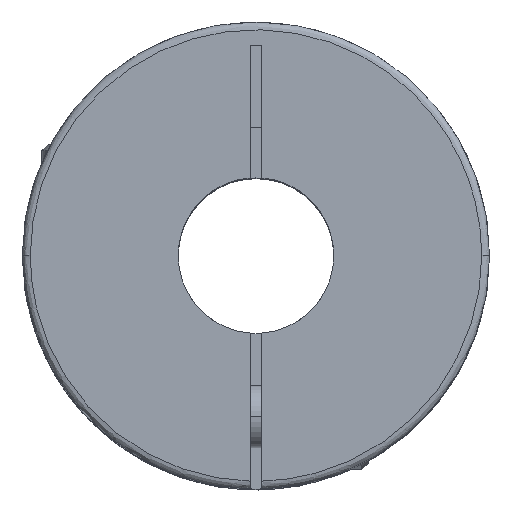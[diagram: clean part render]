
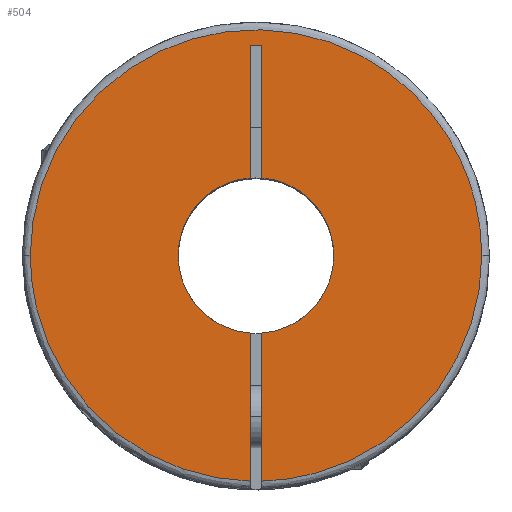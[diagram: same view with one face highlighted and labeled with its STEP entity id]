
A CAD part, top view. The second image highlights one B-rep face of the part: STEP entity #504.
In plain terms, the highlighted planar face has unit normal (0, 0, 1).
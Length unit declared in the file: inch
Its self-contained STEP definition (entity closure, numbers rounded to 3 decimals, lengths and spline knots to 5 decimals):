
#42 = EDGE_CURVE ( 'NONE', #2668, #391, #1520, .T. ) ;
#49 = AXIS2_PLACEMENT_3D ( 'NONE', #2385, #3637, #819 ) ;
#56 = CIRCLE ( 'NONE', #853, 0.3937 ) ;
#66 =( BOUNDED_CURVE ( )  B_SPLINE_CURVE ( 3, ( #1689, #479, #1734, #165 ),
 .UNSPECIFIED., .F., .T. ) 
 B_SPLINE_CURVE_WITH_KNOTS ( ( 4, 4 ),
 ( 0.75208, 1. ),
 .UNSPECIFIED. ) 
 CURVE ( )  GEOMETRIC_REPRESENTATION_ITEM ( )  RATIONAL_B_SPLINE_CURVE ( ( 1., 0.811, 0.811, 1. ) ) 
 REPRESENTATION_ITEM ( '' )  );
#145 = CARTESIAN_POINT ( 'NONE',  ( -1.14173, 0., 0. ) ) ;
#165 = CARTESIAN_POINT ( 'NONE',  ( 0.02953, -1.14135, 0. ) ) ;
#170 = ORIENTED_EDGE ( 'NONE', *, *, #2856, .T. ) ;
#198 = CARTESIAN_POINT ( 'NONE',  ( 0.02953, 0., 0. ) ) ;
#252 = CARTESIAN_POINT ( 'NONE',  ( -0.02953, 1.06299, 0. ) ) ;
#337 = EDGE_CURVE ( 'NONE', #3281, #2700, #2745, .T. ) ;
#387 = ORIENTED_EDGE ( 'NONE', *, *, #1857, .F. ) ;
#391 = VERTEX_POINT ( 'NONE', #3331 ) ;
#401 = ORIENTED_EDGE ( 'NONE', *, *, #1247, .F. ) ;
#479 = CARTESIAN_POINT ( 'NONE',  ( 1.14173, -0.65518, 0. ) ) ;
#497 = ORIENTED_EDGE ( 'NONE', *, *, #2257, .T. ) ;
#504 = ADVANCED_FACE ( 'NONE', ( #1691 ), #1755, .F. ) ;
#506 = LINE ( 'NONE', #198, #644 ) ;
#516 = ORIENTED_EDGE ( 'NONE', *, *, #1731, .T. ) ;
#532 = DIRECTION ( 'NONE',  ( 0., 1., 0. ) ) ;
#550 = CARTESIAN_POINT ( 'NONE',  ( 0.3937, 0., 0. ) ) ;
#562 = EDGE_CURVE ( 'NONE', #3211, #391, #56, .T. ) ;
#600 = CARTESIAN_POINT ( 'NONE',  ( 0.02953, 1.06299, 0. ) ) ;
#631 = VERTEX_POINT ( 'NONE', #2568 ) ;
#644 = VECTOR ( 'NONE', #532, 39.37008 ) ;
#714 = CARTESIAN_POINT ( 'NONE',  ( 1.14173, 2.28346, 0. ) ) ;
#732 = CARTESIAN_POINT ( 'NONE',  ( 0., 0., 0. ) ) ;
#743 = ORIENTED_EDGE ( 'NONE', *, *, #2096, .T. ) ;
#747 = LINE ( 'NONE', #1028, #1492 ) ;
#818 = CARTESIAN_POINT ( 'NONE',  ( -0.02953, 0., 0. ) ) ;
#819 = DIRECTION ( 'NONE',  ( 1., 0., 0. ) ) ;
#853 = AXIS2_PLACEMENT_3D ( 'NONE', #1450, #3750, #928 ) ;
#911 = CARTESIAN_POINT ( 'NONE',  ( 0., 0., 0. ) ) ;
#928 = DIRECTION ( 'NONE',  ( 1., 0., 0. ) ) ;
#981 = VECTOR ( 'NONE', #3040, 39.37008 ) ;
#1020 = CARTESIAN_POINT ( 'NONE',  ( -1.14173, 2.28346, 0. ) ) ;
#1028 = CARTESIAN_POINT ( 'NONE',  ( 0.02953, 1.06299, 0. ) ) ;
#1149 = EDGE_CURVE ( 'NONE', #3720, #3211, #1436, .T. ) ;
#1237 = ORIENTED_EDGE ( 'NONE', *, *, #2909, .F. ) ;
#1247 = EDGE_CURVE ( 'NONE', #631, #1993, #506, .T. ) ;
#1274 = DIRECTION ( 'NONE',  ( 0., -1., 0. ) ) ;
#1300 =( BOUNDED_CURVE ( )  B_SPLINE_CURVE ( 3, ( #2426, #3339, #2036, #145 ),
 .UNSPECIFIED., .F., .T. ) 
 B_SPLINE_CURVE_WITH_KNOTS ( ( 4, 4 ),
 ( 0., 0.24792 ),
 .UNSPECIFIED. ) 
 CURVE ( )  GEOMETRIC_REPRESENTATION_ITEM ( )  RATIONAL_B_SPLINE_CURVE ( ( 1., 0.811, 0.811, 1. ) ) 
 REPRESENTATION_ITEM ( '' )  );
#1367 = EDGE_LOOP ( 'NONE', ( #3234, #2249, #1745, #516, #401, #170, #497, #743, #387, #2546, #1237 ) ) ;
#1410 = CARTESIAN_POINT ( 'NONE',  ( 0.02953, -0.39259, 0. ) ) ;
#1412 = CARTESIAN_POINT ( 'NONE',  ( -0.02953, -1.14135, 0. ) ) ;
#1436 = LINE ( 'NONE', #818, #981 ) ;
#1450 = CARTESIAN_POINT ( 'NONE',  ( 0., 0., 0. ) ) ;
#1492 = VECTOR ( 'NONE', #1669, 39.37008 ) ;
#1504 = VERTEX_POINT ( 'NONE', #1410 ) ;
#1520 = LINE ( 'NONE', #2692, #3471 ) ;
#1569 = AXIS2_PLACEMENT_3D ( 'NONE', #732, #3283, #3245 ) ;
#1640 = CARTESIAN_POINT ( 'NONE',  ( -1.14173, 0., 0. ) ) ;
#1669 = DIRECTION ( 'NONE',  ( 1., 0., 0. ) ) ;
#1689 = CARTESIAN_POINT ( 'NONE',  ( 1.14173, 0., 0. ) ) ;
#1691 = FACE_OUTER_BOUND ( 'NONE', #1367, .T. ) ;
#1731 = EDGE_CURVE ( 'NONE', #3720, #1993, #747, .T. ) ;
#1734 = CARTESIAN_POINT ( 'NONE',  ( 0.68448, -1.12441, 0. ) ) ;
#1745 = ORIENTED_EDGE ( 'NONE', *, *, #1149, .F. ) ;
#1755 = PLANE ( 'NONE',  #1569 ) ;
#1857 = EDGE_CURVE ( 'NONE', #2700, #2941, #66, .T. ) ;
#1873 = CARTESIAN_POINT ( 'NONE',  ( 0.02953, -1.1811, 0. ) ) ;
#1970 = CARTESIAN_POINT ( 'NONE',  ( 1.14173, 0., 0. ) ) ;
#1993 = VERTEX_POINT ( 'NONE', #600 ) ;
#2036 = CARTESIAN_POINT ( 'NONE',  ( -1.14173, -0.65518, 0. ) ) ;
#2096 = EDGE_CURVE ( 'NONE', #1504, #2941, #3522, .T. ) ;
#2125 = DIRECTION ( 'NONE',  ( 1., 0., 0. ) ) ;
#2249 = ORIENTED_EDGE ( 'NONE', *, *, #562, .F. ) ;
#2257 = EDGE_CURVE ( 'NONE', #2314, #1504, #3342, .T. ) ;
#2307 = CARTESIAN_POINT ( 'NONE',  ( -0.02953, 0.39259, 0. ) ) ;
#2314 = VERTEX_POINT ( 'NONE', #550 ) ;
#2385 = CARTESIAN_POINT ( 'NONE',  ( 0., 0., 0. ) ) ;
#2426 = CARTESIAN_POINT ( 'NONE',  ( -0.02953, -1.14135, 0. ) ) ;
#2546 = ORIENTED_EDGE ( 'NONE', *, *, #337, .F. ) ;
#2558 = AXIS2_PLACEMENT_3D ( 'NONE', #911, #3385, #2125 ) ;
#2568 = CARTESIAN_POINT ( 'NONE',  ( 0.02953, 0.39259, 0. ) ) ;
#2668 = VERTEX_POINT ( 'NONE', #1412 ) ;
#2683 = CARTESIAN_POINT ( 'NONE',  ( 1.14173, 0., 0. ) ) ;
#2692 = CARTESIAN_POINT ( 'NONE',  ( -0.02953, 1.06299, 0. ) ) ;
#2700 = VERTEX_POINT ( 'NONE', #2683 ) ;
#2745 =( BOUNDED_CURVE ( )  B_SPLINE_CURVE ( 3, ( #1640, #1020, #714, #1970 ),
 .UNSPECIFIED., .F., .T. ) 
 B_SPLINE_CURVE_WITH_KNOTS ( ( 4, 4 ),
 ( 0.24792, 0.75208 ),
 .UNSPECIFIED. ) 
 CURVE ( )  GEOMETRIC_REPRESENTATION_ITEM ( )  RATIONAL_B_SPLINE_CURVE ( ( 1., 0.333, 0.333, 1. ) ) 
 REPRESENTATION_ITEM ( '' )  );
#2856 = EDGE_CURVE ( 'NONE', #631, #2314, #3163, .T. ) ;
#2909 = EDGE_CURVE ( 'NONE', #2668, #3281, #1300, .T. ) ;
#2941 = VERTEX_POINT ( 'NONE', #3007 ) ;
#3007 = CARTESIAN_POINT ( 'NONE',  ( 0.02953, -1.14135, 0. ) ) ;
#3040 = DIRECTION ( 'NONE',  ( 0., -1., 0. ) ) ;
#3163 = CIRCLE ( 'NONE', #2558, 0.3937 ) ;
#3211 = VERTEX_POINT ( 'NONE', #2307 ) ;
#3234 = ORIENTED_EDGE ( 'NONE', *, *, #42, .T. ) ;
#3245 = DIRECTION ( 'NONE',  ( -1., 0., 0. ) ) ;
#3281 = VERTEX_POINT ( 'NONE', #3297 ) ;
#3283 = DIRECTION ( 'NONE',  ( 0., 0., -1. ) ) ;
#3297 = CARTESIAN_POINT ( 'NONE',  ( -1.14173, 0., 0. ) ) ;
#3331 = CARTESIAN_POINT ( 'NONE',  ( -0.02953, -0.39259, 0. ) ) ;
#3339 = CARTESIAN_POINT ( 'NONE',  ( -0.68448, -1.12441, 0. ) ) ;
#3342 = CIRCLE ( 'NONE', #49, 0.3937 ) ;
#3385 = DIRECTION ( 'NONE',  ( 0., 0., -1. ) ) ;
#3471 = VECTOR ( 'NONE', #3947, 39.37008 ) ;
#3522 = LINE ( 'NONE', #1873, #3987 ) ;
#3637 = DIRECTION ( 'NONE',  ( 0., 0., -1. ) ) ;
#3720 = VERTEX_POINT ( 'NONE', #252 ) ;
#3750 = DIRECTION ( 'NONE',  ( 0., 0., 1. ) ) ;
#3947 = DIRECTION ( 'NONE',  ( 0., 1., 0. ) ) ;
#3987 = VECTOR ( 'NONE', #1274, 39.37008 ) ;
